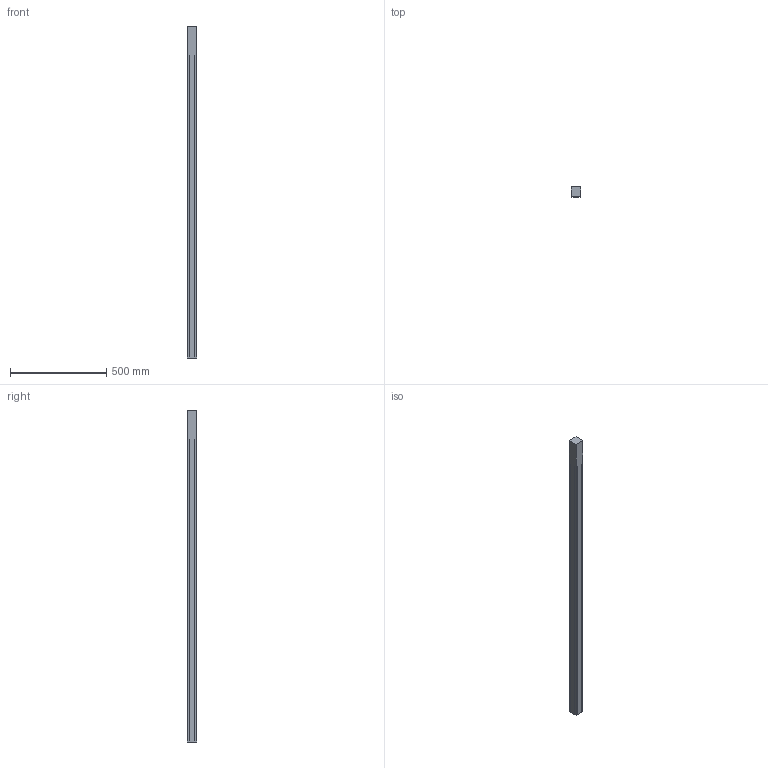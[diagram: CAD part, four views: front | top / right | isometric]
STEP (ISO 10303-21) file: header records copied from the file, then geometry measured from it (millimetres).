
FILE_DESCRIPTION(/* description */ (''),/* implementation_level */ '2;1');
FILE_NAME(/* name */ 'stringer-plenum-kirk.step',/* time_stamp */ '2019-08-26T15:21:38-05:00',/* author */ (''),/* organization */ (''),/* preprocessor_version */ 'ST-DEVELOPER v18',/* originating_system */ 'Autodesk Translation Framework v8.2.0.1029',/* authorisation */ '');
FILE_SCHEMA (('AUTOMOTIVE_DESIGN { 1 0 10303 214 3 1 1 }'));
Length unit declared in the file: inch
Products named in the file (1): stringer-plenum-kirk
Bounding box: 50.8 x 50.8 x 1727.2 mm (x, y, z)
Volume: 4457281.4 mm3; surface area: 820100.7 mm2
Topology: 2 solids, 2 shells, 50 faces, 128 edges, 82 vertices
Faces by surface type: plane 34, cylinder 16
Entity records: 1545 total; most frequent: DIRECTION 262, CARTESIAN_POINT 261, ORIENTED_EDGE 256, EDGE_CURVE 128, LINE 96, VECTOR 96, AXIS2_PLACEMENT_3D 83, VERTEX_POINT 82
